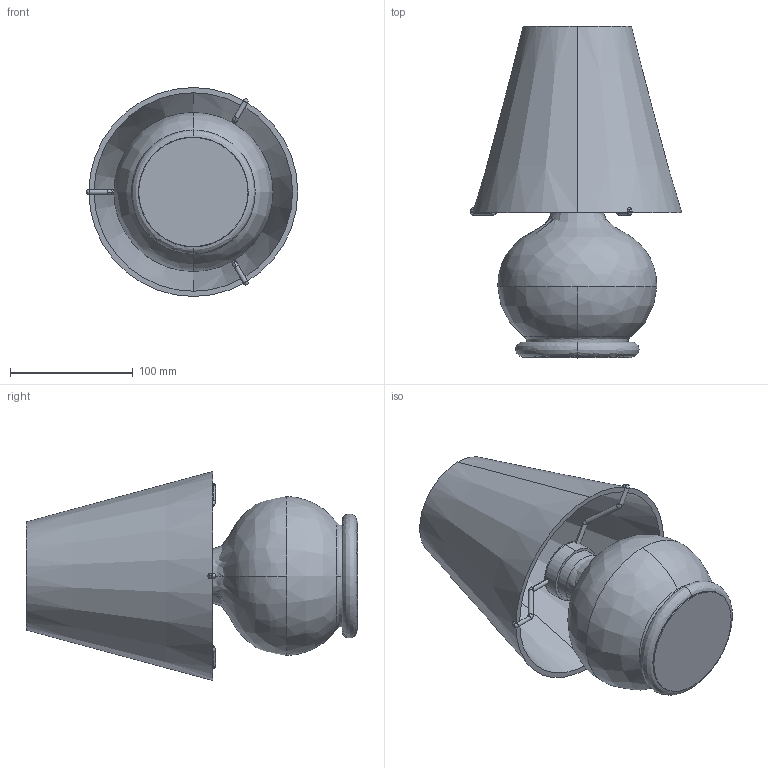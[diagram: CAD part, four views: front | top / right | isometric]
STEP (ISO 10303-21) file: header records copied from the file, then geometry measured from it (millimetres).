
FILE_DESCRIPTION (( 'STEP AP203' ), '1' );
FILE_NAME ('PARALUME_MINI-CO_STEP.STEP', '2016-01-22T08:58:59', ( 'admin' ), ( '' ), 'SwSTEP 2.0', 'SolidWorks 2015', '' );
FILE_SCHEMA (( 'CONFIG_CONTROL_DESIGN' ));
Length unit declared in the file: millimetre
Products named in the file (2): PARALUME_MINI-CO_STEP
Bounding box: 172.16 x 270 x 170 mm (x, y, z)
Volume: 574645.4 mm3; surface area: 242879.6 mm2
Topology: 7 solids, 7 shells, 112 faces, 250 edges, 155 vertices
Faces by surface type: bspline 42, cylinder 40, plane 26, cone 4
Entity records: 5183 total; most frequent: CARTESIAN_POINT 2803, ORIENTED_EDGE 500, DIRECTION 433, EDGE_CURVE 250, AXIS2_PLACEMENT_3D 187, VERTEX_POINT 155, EDGE_LOOP 121, CIRCLE 115
